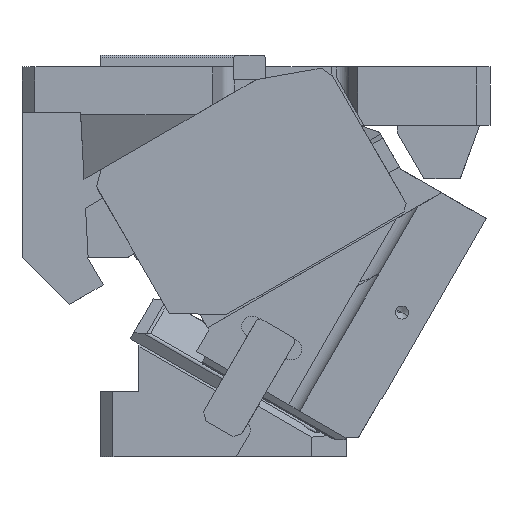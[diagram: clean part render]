
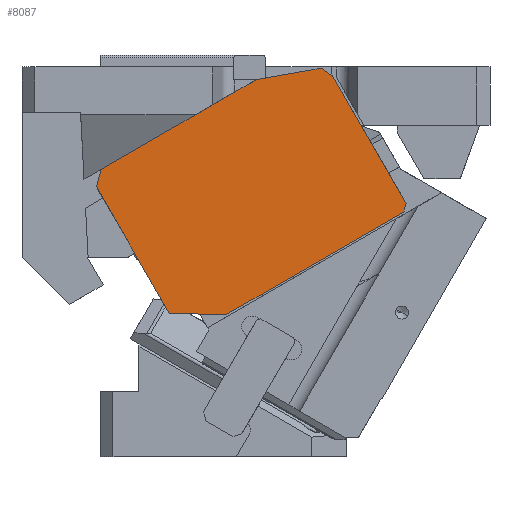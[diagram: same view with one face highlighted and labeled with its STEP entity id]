
A CAD part, front view. The second image highlights one B-rep face of the part: STEP entity #8087.
In plain terms, the highlighted planar face has unit normal (0, -1, 0).
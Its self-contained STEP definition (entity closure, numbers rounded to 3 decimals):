
#3136=CARTESIAN_POINT('Vertex',(-150.,-126.,189.243)) ;
#3148=CARTESIAN_POINT('Vertex',(-171.949,-126.,176.571)) ;
#3151=CARTESIAN_POINT('Line Origine',(-160.974,-126.,182.907)) ;
#3966=CARTESIAN_POINT('Vertex',(-206.732,-126.,15.615)) ;
#3969=CARTESIAN_POINT('Line Origine',(-234.732,-126.,64.113)) ;
#3973=CARTESIAN_POINT('Vertex',(-262.732,-126.,112.61)) ;
#4000=CARTESIAN_POINT('Line Origine',(-184.961,-126.,14.906)) ;
#4004=CARTESIAN_POINT('Vertex',(-163.189,-126.,14.197)) ;
#4144=CARTESIAN_POINT('Vertex',(-81.38,-126.,198.5)) ;
#4147=CARTESIAN_POINT('Line Origine',(-52.954,-126.,149.263)) ;
#4151=CARTESIAN_POINT('Vertex',(-24.527,-126.,100.027)) ;
#6166=CARTESIAN_POINT('Vertex',(-200.194,-126.,160.264)) ;
#6173=CARTESIAN_POINT('Vertex',(-259.072,-126.,126.271)) ;
#6176=CARTESIAN_POINT('Line Origine',(-229.633,-126.,143.267)) ;
#6399=CARTESIAN_POINT('Vertex',(-139.735,-126.,195.17)) ;
#6402=CARTESIAN_POINT('Line Origine',(-114.843,-126.,199.559)) ;
#6406=CARTESIAN_POINT('Vertex',(-89.951,-126.,203.948)) ;
#6447=CARTESIAN_POINT('Line Origine',(-85.882,-126.,201.099)) ;
#6451=CARTESIAN_POINT('Vertex',(-81.813,-126.,198.25)) ;
#6518=CARTESIAN_POINT('Line Origine',(-186.072,-126.,168.417)) ;
#7680=CARTESIAN_POINT('Line Origine',(-25.442,-126.,96.612)) ;
#7684=CARTESIAN_POINT('Vertex',(-26.357,-126.,93.197)) ;
#7705=CARTESIAN_POINT('Line Origine',(-81.597,-126.,198.375)) ;
#7783=CARTESIAN_POINT('Line Origine',(-94.773,-126.,53.697)) ;
#7889=CARTESIAN_POINT('Line Origine',(-260.902,-126.,119.44)) ;
#8033=CARTESIAN_POINT('Line Origine',(-144.868,-126.,192.206)) ;
#8067=CARTESIAN_POINT('Axis2P3D Location',(-75.51,-126.,31.332)) ;
#3152=DIRECTION('Vector Direction',(-0.866,0.,-0.5)) ;
#3970=DIRECTION('Vector Direction',(-0.5,0.,0.866)) ;
#4001=DIRECTION('Vector Direction',(0.999,0.,-0.033)) ;
#4148=DIRECTION('Vector Direction',(0.5,0.,-0.866)) ;
#6177=DIRECTION('Vector Direction',(-0.866,0.,-0.5)) ;
#6403=DIRECTION('Vector Direction',(0.985,0.,0.174)) ;
#6448=DIRECTION('Vector Direction',(0.819,0.,-0.574)) ;
#6519=DIRECTION('Vector Direction',(-0.866,0.,-0.5)) ;
#7681=DIRECTION('Vector Direction',(-0.259,0.,-0.966)) ;
#7706=DIRECTION('Vector Direction',(0.866,0.,0.5)) ;
#7784=DIRECTION('Vector Direction',(-0.866,0.,-0.5)) ;
#7890=DIRECTION('Vector Direction',(-0.259,0.,-0.966)) ;
#8034=DIRECTION('Vector Direction',(-0.866,0.,-0.5)) ;
#8068=DIRECTION('Axis2P3D Direction',(0.,1.,0.)) ;
#8069=DIRECTION('Axis2P3D XDirection',(-0.866,0.,-0.5)) ;
#8070=AXIS2_PLACEMENT_3D('Plane Axis2P3D',#8067,#8068,#8069) ;
#8073=ORIENTED_EDGE('',*,*,#7686,.F.) ;
#8074=ORIENTED_EDGE('',*,*,#4153,.F.) ;
#8075=ORIENTED_EDGE('',*,*,#7709,.F.) ;
#8076=ORIENTED_EDGE('',*,*,#6453,.F.) ;
#8077=ORIENTED_EDGE('',*,*,#6408,.F.) ;
#8078=ORIENTED_EDGE('',*,*,#8037,.T.) ;
#8079=ORIENTED_EDGE('',*,*,#3155,.T.) ;
#8080=ORIENTED_EDGE('',*,*,#6522,.T.) ;
#8081=ORIENTED_EDGE('',*,*,#6180,.T.) ;
#8082=ORIENTED_EDGE('',*,*,#7893,.T.) ;
#8083=ORIENTED_EDGE('',*,*,#3975,.F.) ;
#8084=ORIENTED_EDGE('',*,*,#4006,.T.) ;
#8085=ORIENTED_EDGE('',*,*,#7787,.T.) ;
#3153=VECTOR('Line Direction',#3152,1.) ;
#3971=VECTOR('Line Direction',#3970,1.) ;
#4002=VECTOR('Line Direction',#4001,1.) ;
#4149=VECTOR('Line Direction',#4148,1.) ;
#6178=VECTOR('Line Direction',#6177,1.) ;
#6404=VECTOR('Line Direction',#6403,1.) ;
#6449=VECTOR('Line Direction',#6448,1.) ;
#6520=VECTOR('Line Direction',#6519,1.) ;
#7682=VECTOR('Line Direction',#7681,1.) ;
#7707=VECTOR('Line Direction',#7706,1.) ;
#7785=VECTOR('Line Direction',#7784,1.) ;
#7891=VECTOR('Line Direction',#7890,1.) ;
#8035=VECTOR('Line Direction',#8034,1.) ;
#8087=ADVANCED_FACE('CAM HOLDER',(#8086),#8071,.F.) ;
#3155=EDGE_CURVE('',#3137,#3149,#3154,.T.) ;
#3975=EDGE_CURVE('',#3967,#3974,#3972,.T.) ;
#4006=EDGE_CURVE('',#3967,#4005,#4003,.T.) ;
#4153=EDGE_CURVE('',#4145,#4152,#4150,.T.) ;
#6180=EDGE_CURVE('',#6167,#6174,#6179,.T.) ;
#6408=EDGE_CURVE('',#6400,#6407,#6405,.T.) ;
#6453=EDGE_CURVE('',#6407,#6452,#6450,.T.) ;
#6522=EDGE_CURVE('',#3149,#6167,#6521,.T.) ;
#7686=EDGE_CURVE('',#4152,#7685,#7683,.T.) ;
#7709=EDGE_CURVE('',#6452,#4145,#7708,.T.) ;
#7787=EDGE_CURVE('',#4005,#7685,#7786,.F.) ;
#7893=EDGE_CURVE('',#6174,#3974,#7892,.T.) ;
#8037=EDGE_CURVE('',#6400,#3137,#8036,.T.) ;
#8072=EDGE_LOOP('',(#8073,#8074,#8075,#8076,#8077,#8078,#8079,#8080,#8081,#8082,#8083,#8084,#8085)) ;
#8086=FACE_OUTER_BOUND('',#8072,.T.) ;
#3154=LINE('Line',#3151,#3153) ;
#3972=LINE('Line',#3969,#3971) ;
#4003=LINE('Line',#4000,#4002) ;
#4150=LINE('Line',#4147,#4149) ;
#6179=LINE('Line',#6176,#6178) ;
#6405=LINE('Line',#6402,#6404) ;
#6450=LINE('Line',#6447,#6449) ;
#6521=LINE('Line',#6518,#6520) ;
#7683=LINE('Line',#7680,#7682) ;
#7708=LINE('Line',#7705,#7707) ;
#7786=LINE('Line',#7783,#7785) ;
#7892=LINE('Line',#7889,#7891) ;
#8036=LINE('Line',#8033,#8035) ;
#8071=PLANE('Plane',#8070) ;
#3137=VERTEX_POINT('',#3136) ;
#3149=VERTEX_POINT('',#3148) ;
#3967=VERTEX_POINT('',#3966) ;
#3974=VERTEX_POINT('',#3973) ;
#4005=VERTEX_POINT('',#4004) ;
#4145=VERTEX_POINT('',#4144) ;
#4152=VERTEX_POINT('',#4151) ;
#6167=VERTEX_POINT('',#6166) ;
#6174=VERTEX_POINT('',#6173) ;
#6400=VERTEX_POINT('',#6399) ;
#6407=VERTEX_POINT('',#6406) ;
#6452=VERTEX_POINT('',#6451) ;
#7685=VERTEX_POINT('',#7684) ;
